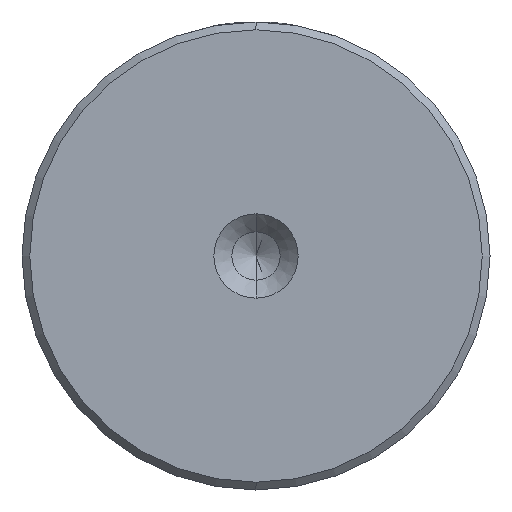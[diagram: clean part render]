
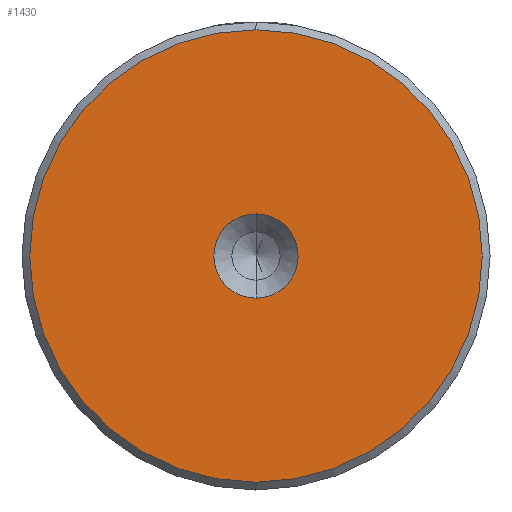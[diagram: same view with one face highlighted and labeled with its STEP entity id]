
A CAD part, left-side view. The second image highlights one B-rep face of the part: STEP entity #1430.
In plain terms, the highlighted planar face has unit normal (-1, 0, 0).
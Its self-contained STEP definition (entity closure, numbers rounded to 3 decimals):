
#152 = DIRECTION ( 'NONE',  ( 0., 0., 1. ) ) ;
#194 = EDGE_CURVE ( 'NONE', #1998, #611, #1890, .T. ) ;
#200 = EDGE_LOOP ( 'NONE', ( #783, #1091 ) ) ;
#318 = CARTESIAN_POINT ( 'NONE',  ( 0., 0., 0. ) ) ;
#353 = ORIENTED_EDGE ( 'NONE', *, *, #1008, .F. ) ;
#458 = CIRCLE ( 'NONE', #1929, 2.7 ) ;
#611 = VERTEX_POINT ( 'NONE', #955 ) ;
#664 = EDGE_CURVE ( 'NONE', #611, #1998, #1040, .T. ) ;
#714 = CARTESIAN_POINT ( 'NONE',  ( 0., 0., 0. ) ) ;
#783 = ORIENTED_EDGE ( 'NONE', *, *, #664, .T. ) ;
#891 = EDGE_LOOP ( 'NONE', ( #1293, #353 ) ) ;
#927 = DIRECTION ( 'NONE',  ( -1., 0., 0. ) ) ;
#941 = DIRECTION ( 'NONE',  ( -1., 0., 0. ) ) ;
#955 = CARTESIAN_POINT ( 'NONE',  ( 0., 0., -14.5 ) ) ;
#1008 = EDGE_CURVE ( 'NONE', #1589, #1319, #458, .T. ) ;
#1040 = CIRCLE ( 'NONE', #1385, 14.5 ) ;
#1048 = EDGE_CURVE ( 'NONE', #1319, #1589, #1292, .T. ) ;
#1091 = ORIENTED_EDGE ( 'NONE', *, *, #194, .T. ) ;
#1162 = PLANE ( 'NONE',  #1505 ) ;
#1201 = DIRECTION ( 'NONE',  ( 0., 0., 1. ) ) ;
#1206 = DIRECTION ( 'NONE',  ( -1., 0., 0. ) ) ;
#1217 = CARTESIAN_POINT ( 'NONE',  ( 0., 0., 0. ) ) ;
#1274 = FACE_OUTER_BOUND ( 'NONE', #200, .T. ) ;
#1292 = CIRCLE ( 'NONE', #2131, 2.7 ) ;
#1293 = ORIENTED_EDGE ( 'NONE', *, *, #1048, .F. ) ;
#1319 = VERTEX_POINT ( 'NONE', #1928 ) ;
#1385 = AXIS2_PLACEMENT_3D ( 'NONE', #714, #2003, #1992 ) ;
#1430 = ADVANCED_FACE ( 'NONE', ( #1274, #1646 ), #1162, .T. ) ;
#1505 = AXIS2_PLACEMENT_3D ( 'NONE', #318, #1959, #152 ) ;
#1589 = VERTEX_POINT ( 'NONE', #2021 ) ;
#1646 = FACE_BOUND ( 'NONE', #891, .T. ) ;
#1830 = AXIS2_PLACEMENT_3D ( 'NONE', #1217, #1206, #1201 ) ;
#1887 = CARTESIAN_POINT ( 'NONE',  ( 0., 0., 0. ) ) ;
#1890 = CIRCLE ( 'NONE', #1830, 14.5 ) ;
#1902 = CARTESIAN_POINT ( 'NONE',  ( 0., 0., 14.5 ) ) ;
#1905 = CARTESIAN_POINT ( 'NONE',  ( 0., 0., 0. ) ) ;
#1928 = CARTESIAN_POINT ( 'NONE',  ( 0., 0., 2.7 ) ) ;
#1929 = AXIS2_PLACEMENT_3D ( 'NONE', #1887, #927, #2055 ) ;
#1959 = DIRECTION ( 'NONE',  ( -1., 0., 0. ) ) ;
#1992 = DIRECTION ( 'NONE',  ( 0., 0., 1. ) ) ;
#1998 = VERTEX_POINT ( 'NONE', #1902 ) ;
#2003 = DIRECTION ( 'NONE',  ( -1., 0., 0. ) ) ;
#2021 = CARTESIAN_POINT ( 'NONE',  ( 0., 0., -2.7 ) ) ;
#2055 = DIRECTION ( 'NONE',  ( 0., 0., 1. ) ) ;
#2066 = DIRECTION ( 'NONE',  ( 0., 0., 1. ) ) ;
#2131 = AXIS2_PLACEMENT_3D ( 'NONE', #1905, #941, #2066 ) ;
